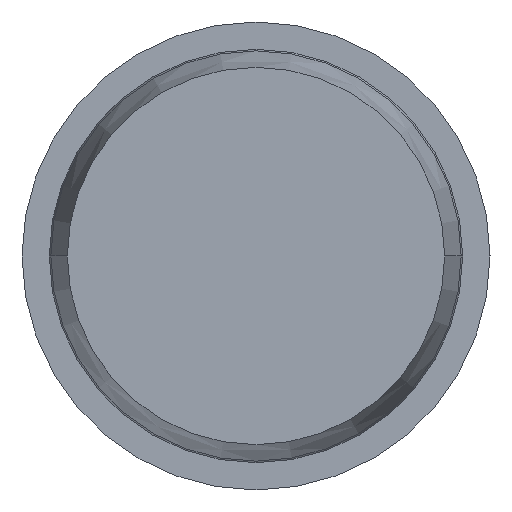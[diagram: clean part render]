
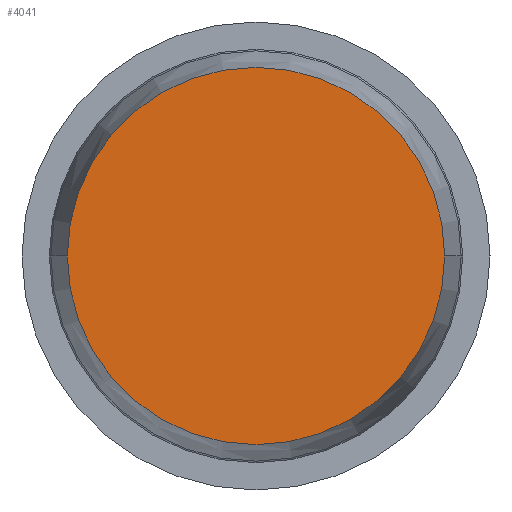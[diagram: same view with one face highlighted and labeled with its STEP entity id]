
A CAD part, front view. The second image highlights one B-rep face of the part: STEP entity #4041.
In plain terms, the highlighted planar face has unit normal (0, -1, 0).
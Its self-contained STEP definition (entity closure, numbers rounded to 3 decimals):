
#49 = VERTEX_POINT ( 'NONE', #4282 ) ;
#627 = CARTESIAN_POINT ( 'NONE',  ( 0., -19., 0. ) ) ;
#953 = DIRECTION ( 'NONE',  ( 1., 0., 0. ) ) ;
#1098 = FACE_OUTER_BOUND ( 'NONE', #1579, .T. ) ;
#1109 = CIRCLE ( 'NONE', #4438, 1.209 ) ;
#1250 = CARTESIAN_POINT ( 'NONE',  ( -1.209, -19., 0. ) ) ;
#1579 = EDGE_LOOP ( 'NONE', ( #3223, #3233 ) ) ;
#1707 = EDGE_CURVE ( 'Defeature ausgef�hrt1_0+Defeature ausgef�hrt1_10+Defeature ausgef�hrt1_10+Defeature ausgef�hrt1_10', #49, #2300, #1109, .T. ) ;
#1796 = DIRECTION ( 'NONE',  ( 1., 0., 0. ) ) ;
#2300 = VERTEX_POINT ( 'NONE', #1250 ) ;
#2495 = AXIS2_PLACEMENT_3D ( 'NONE', #2701, #4379, #2675 ) ;
#2675 = DIRECTION ( 'NONE',  ( 1., 0., 0. ) ) ;
#2701 = CARTESIAN_POINT ( 'NONE',  ( 0., -19., 0. ) ) ;
#3017 = PLANE ( 'NONE',  #3406 ) ;
#3223 = ORIENTED_EDGE ( 'NONE', *, *, #3723, .T. ) ;
#3232 = CARTESIAN_POINT ( 'NONE',  ( 0., -19., 0. ) ) ;
#3233 = ORIENTED_EDGE ( 'NONE', *, *, #1707, .T. ) ;
#3406 = AXIS2_PLACEMENT_3D ( 'NONE', #627, #3697, #953 ) ;
#3697 = DIRECTION ( 'NONE',  ( 0., -1., 0. ) ) ;
#3723 = EDGE_CURVE ( 'Defeature ausgef�hrt1_0+Defeature ausgef�hrt1_10+Defeature ausgef�hrt1_10+Defeature ausgef�hrt1_10', #2300, #49, #4344, .T. ) ;
#3855 = DIRECTION ( 'NONE',  ( 0., -1., 0. ) ) ;
#4041 = ADVANCED_FACE ( 'Defeature ausgef�hrt1_0', ( #1098 ), #3017, .T. ) ;
#4282 = CARTESIAN_POINT ( 'NONE',  ( 1.209, -19., 0. ) ) ;
#4344 = CIRCLE ( 'NONE', #2495, 1.209 ) ;
#4379 = DIRECTION ( 'NONE',  ( 0., -1., 0. ) ) ;
#4438 = AXIS2_PLACEMENT_3D ( 'NONE', #3232, #3855, #1796 ) ;
